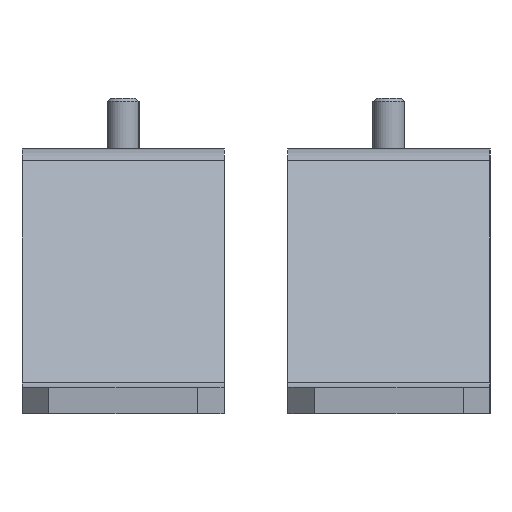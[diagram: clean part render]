
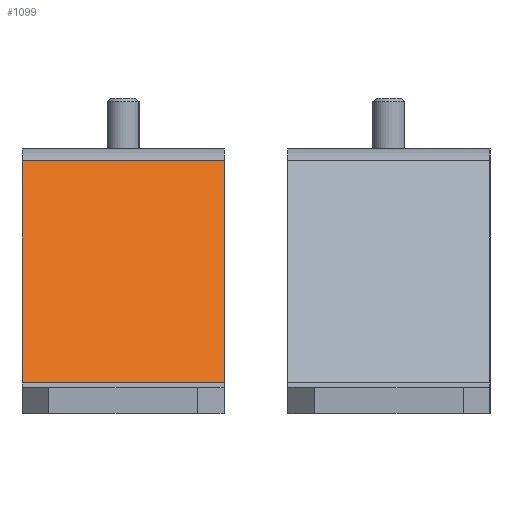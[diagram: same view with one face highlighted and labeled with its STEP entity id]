
A CAD part, left-side view. The second image highlights one B-rep face of the part: STEP entity #1099.
In plain terms, the highlighted face is planar.
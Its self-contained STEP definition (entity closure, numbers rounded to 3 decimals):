
#182=LINE('',#1838,#256);
#183=LINE('',#1842,#257);
#184=LINE('',#1844,#258);
#185=LINE('',#1846,#259);
#256=VECTOR('',#1469,1000.);
#257=VECTOR('',#1474,1000.);
#258=VECTOR('',#1475,1000.);
#259=VECTOR('',#1476,1000.);
#378=ORIENTED_EDGE('',*,*,#633,.T.);
#379=ORIENTED_EDGE('',*,*,#634,.F.);
#380=ORIENTED_EDGE('',*,*,#635,.F.);
#381=ORIENTED_EDGE('',*,*,#631,.T.);
#631=EDGE_CURVE('',#751,#750,#182,.T.);
#633=EDGE_CURVE('',#750,#752,#183,.T.);
#634=EDGE_CURVE('',#753,#752,#184,.T.);
#635=EDGE_CURVE('',#751,#753,#185,.T.);
#750=VERTEX_POINT('',#1837);
#751=VERTEX_POINT('',#1839);
#752=VERTEX_POINT('',#1843);
#753=VERTEX_POINT('',#1845);
#875=EDGE_LOOP('',(#378,#379,#380,#381));
#977=FACE_BOUND('',#875,.T.);
#1057=PLANE('',#1233);
#1099=ADVANCED_FACE('',(#977),#1057,.F.);
#1233=AXIS2_PLACEMENT_3D('',#1841,#1472,#1473);
#1469=DIRECTION('',(0.,0.,-1.));
#1472=DIRECTION('',(0.711,-0.703,0.));
#1473=DIRECTION('',(0.703,0.711,0.));
#1474=DIRECTION('',(-0.703,-0.711,0.));
#1475=DIRECTION('',(0.,0.,-1.));
#1476=DIRECTION('',(-0.703,-0.711,0.));
#1837=CARTESIAN_POINT('',(-120.348,47.625,-19.));
#1838=CARTESIAN_POINT('',(-120.348,47.625,19.));
#1839=CARTESIAN_POINT('',(-120.348,47.625,19.));
#1841=CARTESIAN_POINT('',(-120.348,47.625,19.));
#1842=CARTESIAN_POINT('',(-120.348,47.625,-19.));
#1843=CARTESIAN_POINT('',(-161.619,5.891,-19.));
#1844=CARTESIAN_POINT('',(-161.619,5.891,19.));
#1845=CARTESIAN_POINT('',(-161.619,5.891,19.));
#1846=CARTESIAN_POINT('',(-120.348,47.625,19.));
